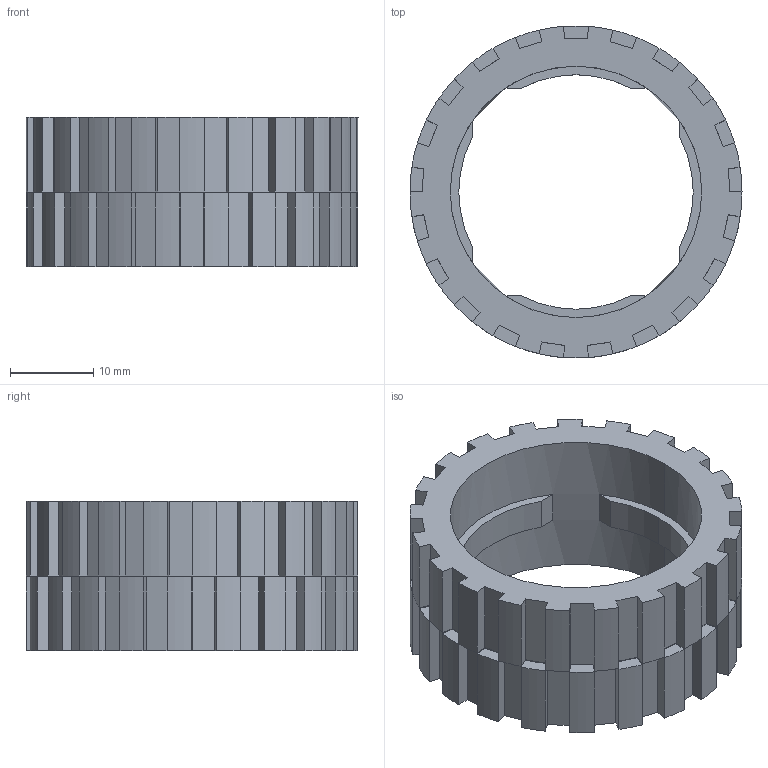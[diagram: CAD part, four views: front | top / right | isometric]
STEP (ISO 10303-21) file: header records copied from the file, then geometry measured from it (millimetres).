
FILE_DESCRIPTION (( 'STEP AP203' ), '1' );
FILE_NAME ('17.) Tire.STEP', '2023-08-09T19:01:52', ( '' ), ( '' ), 'SwSTEP 2.0', 'SolidWorks 2023', '' );
FILE_SCHEMA (( 'CONFIG_CONTROL_DESIGN' ));
Length unit declared in the file: millimetre
Products named in the file (1): 17.) Tire
Bounding box: 40 x 39.99 x 18 mm (x, y, z)
Volume: 8265.6 mm3; surface area: 6178.7 mm2
Topology: 1 solids, 1 shells, 218 faces, 618 edges, 405 vertices
Faces by surface type: plane 166, cylinder 52
Entity records: 7112 total; most frequent: CARTESIAN_POINT 1242, ORIENTED_EDGE 1236, DIRECTION 1193, EDGE_CURVE 618, LINE 481, VECTOR 481, VERTEX_POINT 405, AXIS2_PLACEMENT_3D 356
